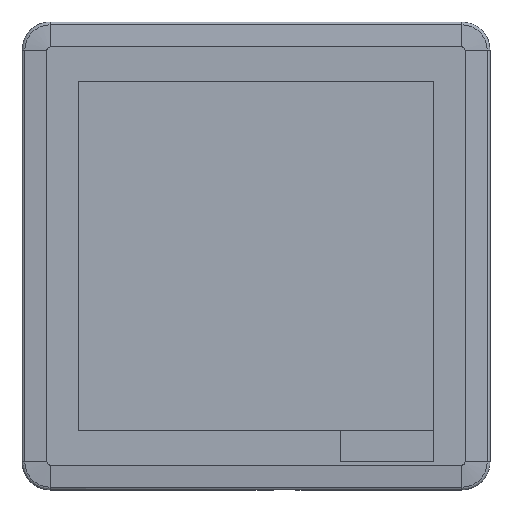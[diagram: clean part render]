
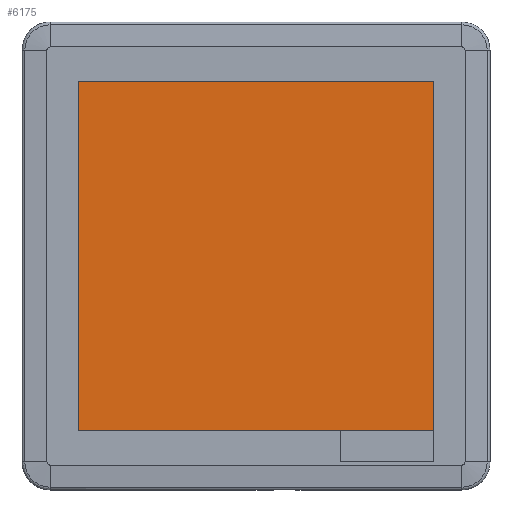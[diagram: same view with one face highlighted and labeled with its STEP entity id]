
A CAD part, front view. The second image highlights one B-rep face of the part: STEP entity #6175.
In plain terms, the highlighted planar face has unit normal (0, -1, 0).
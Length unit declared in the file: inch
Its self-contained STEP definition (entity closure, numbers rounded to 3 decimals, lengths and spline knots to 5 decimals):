
#350 = LINE ( 'NONE', #50970, #40448 ) ;
#2619 = PLANE ( 'NONE',  #43317 ) ;
#3860 = DIRECTION ( 'NONE',  ( 1., 0., 0. ) ) ;
#4873 = VERTEX_POINT ( 'NONE', #16226 ) ;
#6175 = ADVANCED_FACE ( 'NONE', ( #18510 ), #2619, .T. ) ;
#7193 = DIRECTION ( 'NONE',  ( 0., 0., -1. ) ) ;
#11576 = VECTOR ( 'NONE', #14848, 39.37008 ) ;
#12971 = LINE ( 'NONE', #23018, #17460 ) ;
#14848 = DIRECTION ( 'NONE',  ( 0., 0., 1. ) ) ;
#15605 = DIRECTION ( 'NONE',  ( 1., 0., 0. ) ) ;
#16226 = CARTESIAN_POINT ( 'NONE',  ( -2.24409, -1.12992, -2.16142 ) ) ;
#17460 = VECTOR ( 'NONE', #3860, 39.37008 ) ;
#18510 = FACE_OUTER_BOUND ( 'NONE', #19932, .T. ) ;
#19932 = EDGE_LOOP ( 'NONE', ( #24790, #44205, #56929, #46795, #21619 ) ) ;
#20052 = LINE ( 'NONE', #44081, #27414 ) ;
#21619 = ORIENTED_EDGE ( 'NONE', *, *, #26374, .F. ) ;
#23018 = CARTESIAN_POINT ( 'NONE',  ( -2.24409, -1.12992, -2.16142 ) ) ;
#23975 = DIRECTION ( 'NONE',  ( -1., 0., 0. ) ) ;
#24790 = ORIENTED_EDGE ( 'NONE', *, *, #56852, .T. ) ;
#25545 = VECTOR ( 'NONE', #37534, 39.37008 ) ;
#26374 = EDGE_CURVE ( 'NONE', #34492, #4873, #20052, .T. ) ;
#27239 = CARTESIAN_POINT ( 'NONE',  ( -2.24409, -1.12992, -2.60384 ) ) ;
#27414 = VECTOR ( 'NONE', #23975, 39.37008 ) ;
#32392 = CARTESIAN_POINT ( 'NONE',  ( 2.24409, -1.12992, 2.24803 ) ) ;
#34492 = VERTEX_POINT ( 'NONE', #50296 ) ;
#34684 = EDGE_CURVE ( 'NONE', #4873, #55812, #51903, .T. ) ;
#35486 = VERTEX_POINT ( 'NONE', #42113 ) ;
#37534 = DIRECTION ( 'NONE',  ( 0., 0., -1. ) ) ;
#37697 = CARTESIAN_POINT ( 'NONE',  ( -2.24409, -1.12992, 2.24803 ) ) ;
#40448 = VECTOR ( 'NONE', #15605, 39.37008 ) ;
#42113 = CARTESIAN_POINT ( 'NONE',  ( 2.24409, -1.12992, -2.16142 ) ) ;
#42391 = CARTESIAN_POINT ( 'NONE',  ( 2.24409, -1.12992, -3.03692 ) ) ;
#43317 = AXIS2_PLACEMENT_3D ( 'NONE', #47385, #62675, #7193 ) ;
#44081 = CARTESIAN_POINT ( 'NONE',  ( -2.69296, -1.12992, -2.16142 ) ) ;
#44105 = EDGE_CURVE ( 'NONE', #46123, #35486, #47579, .T. ) ;
#44205 = ORIENTED_EDGE ( 'NONE', *, *, #44105, .F. ) ;
#46123 = VERTEX_POINT ( 'NONE', #32392 ) ;
#46795 = ORIENTED_EDGE ( 'NONE', *, *, #34684, .F. ) ;
#47385 = CARTESIAN_POINT ( 'NONE',  ( -2.24409, -1.12992, -2.16142 ) ) ;
#47579 = LINE ( 'NONE', #42391, #25545 ) ;
#50296 = CARTESIAN_POINT ( 'NONE',  ( 1.06299, -1.12992, -2.16142 ) ) ;
#50970 = CARTESIAN_POINT ( 'NONE',  ( 2.69296, -1.12992, 2.24803 ) ) ;
#51903 = LINE ( 'NONE', #27239, #11576 ) ;
#51914 = EDGE_CURVE ( 'NONE', #55812, #46123, #350, .T. ) ;
#55812 = VERTEX_POINT ( 'NONE', #37697 ) ;
#56852 = EDGE_CURVE ( 'NONE', #34492, #35486, #12971, .T. ) ;
#56929 = ORIENTED_EDGE ( 'NONE', *, *, #51914, .F. ) ;
#62675 = DIRECTION ( 'NONE',  ( 0., -1., 0. ) ) ;
